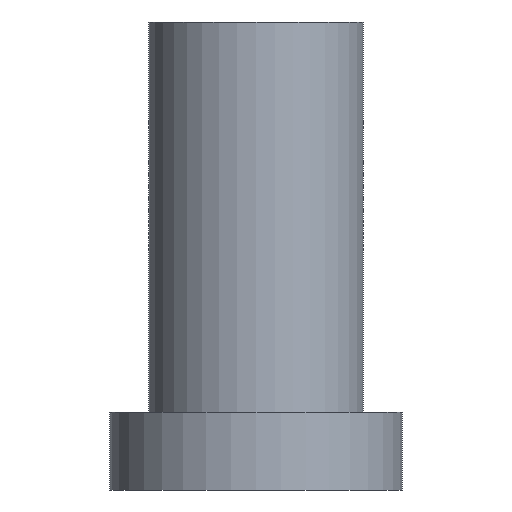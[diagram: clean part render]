
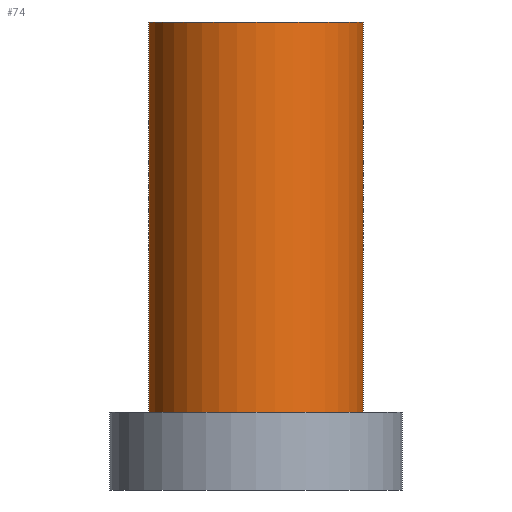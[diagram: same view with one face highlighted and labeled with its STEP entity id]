
A CAD part, front view. The second image highlights one B-rep face of the part: STEP entity #74.
In plain terms, the highlighted cylindrical face has radius 2.75 mm (diameter 5.5 mm), a full revolution.
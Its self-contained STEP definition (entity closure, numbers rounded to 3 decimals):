
#12=CYLINDRICAL_SURFACE('',#96,2.75);
#17=ORIENTED_EDGE('',*,*,#28,.F.);
#18=ORIENTED_EDGE('',*,*,#29,.T.);
#28=EDGE_CURVE('',#34,#34,#40,.T.);
#29=EDGE_CURVE('',#35,#35,#41,.T.);
#34=VERTEX_POINT('',#139);
#35=VERTEX_POINT('',#142);
#40=CIRCLE('',#95,2.75);
#41=CIRCLE('',#97,2.75);
#47=EDGE_LOOP('',(#17));
#48=EDGE_LOOP('',(#18));
#59=FACE_BOUND('',#47,.T.);
#60=FACE_BOUND('',#48,.T.);
#74=ADVANCED_FACE('',(#59,#60),#12,.T.);
#95=AXIS2_PLACEMENT_3D('',#138,#112,#113);
#96=AXIS2_PLACEMENT_3D('',#140,#114,#115);
#97=AXIS2_PLACEMENT_3D('',#141,#116,#117);
#112=DIRECTION('',(0.,0.,1.));
#113=DIRECTION('',(1.,0.,0.));
#114=DIRECTION('',(0.,0.,1.));
#115=DIRECTION('',(1.,0.,0.));
#116=DIRECTION('',(0.,0.,1.));
#117=DIRECTION('',(1.,0.,0.));
#138=CARTESIAN_POINT('',(0.,0.,12.));
#139=CARTESIAN_POINT('',(2.75,0.,12.));
#140=CARTESIAN_POINT('',(0.,0.,6.));
#141=CARTESIAN_POINT('',(0.,0.,2.));
#142=CARTESIAN_POINT('',(2.75,0.,2.));
